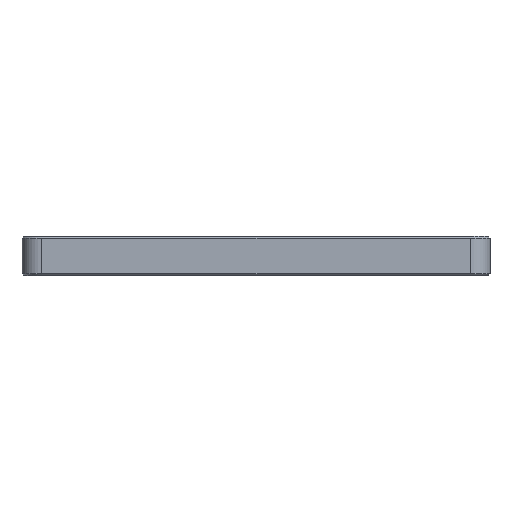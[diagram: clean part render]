
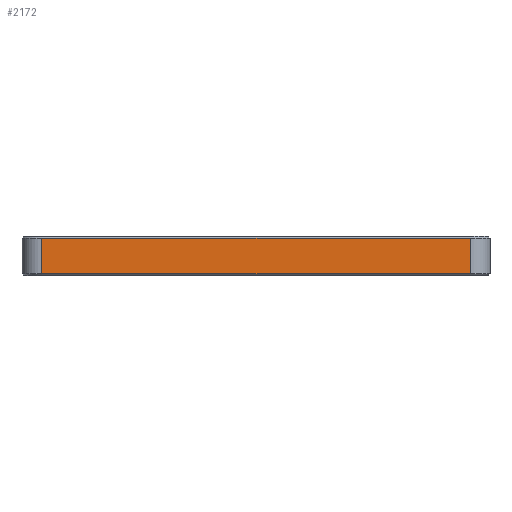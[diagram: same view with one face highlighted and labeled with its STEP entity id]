
A CAD part, left-side view. The second image highlights one B-rep face of the part: STEP entity #2172.
In plain terms, the highlighted planar face has unit normal (-1, 0, 0).
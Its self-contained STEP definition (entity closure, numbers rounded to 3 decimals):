
#228=FACE_OUTER_BOUND('',#383,.T.);
#383=EDGE_LOOP('',(#1808,#1809,#1810,#1811));
#614=LINE('',#3477,#853);
#623=LINE('',#3501,#862);
#624=LINE('',#3505,#863);
#625=LINE('',#3506,#864);
#853=VECTOR('',#2816,10.);
#862=VECTOR('',#2845,10.);
#863=VECTOR('',#2850,10.);
#864=VECTOR('',#2851,10.);
#1066=VERTEX_POINT('',#3471);
#1067=VERTEX_POINT('',#3475);
#1072=VERTEX_POINT('',#3500);
#1073=VERTEX_POINT('',#3504);
#1318=EDGE_CURVE('',#1066,#1067,#614,.T.);
#1330=EDGE_CURVE('',#1067,#1072,#623,.T.);
#1332=EDGE_CURVE('',#1073,#1066,#624,.T.);
#1333=EDGE_CURVE('',#1072,#1073,#625,.T.);
#1808=ORIENTED_EDGE('',*,*,#1318,.F.);
#1809=ORIENTED_EDGE('',*,*,#1332,.F.);
#1810=ORIENTED_EDGE('',*,*,#1333,.F.);
#1811=ORIENTED_EDGE('',*,*,#1330,.F.);
#2070=PLANE('',#2355);
#2172=ADVANCED_FACE('',(#228),#2070,.T.);
#2355=AXIS2_PLACEMENT_3D('',#3503,#2848,#2849);
#2816=DIRECTION('',(0.,-1.,0.));
#2845=DIRECTION('',(0.,0.,-1.));
#2848=DIRECTION('center_axis',(-1.,0.,0.));
#2849=DIRECTION('ref_axis',(0.,-1.,0.));
#2850=DIRECTION('',(0.,0.,1.));
#2851=DIRECTION('',(0.,1.,0.));
#3471=CARTESIAN_POINT('',(38.748,158.065,63.25));
#3475=CARTESIAN_POINT('',(38.748,48.065,63.25));
#3477=CARTESIAN_POINT('',(38.748,133.065,63.25));
#3500=CARTESIAN_POINT('',(38.748,48.065,54.25));
#3501=CARTESIAN_POINT('',(38.748,48.065,53.75));
#3503=CARTESIAN_POINT('Origin',(38.748,163.065,53.75));
#3504=CARTESIAN_POINT('',(38.748,158.065,54.25));
#3505=CARTESIAN_POINT('',(38.748,158.065,53.75));
#3506=CARTESIAN_POINT('',(38.748,133.065,54.25));
